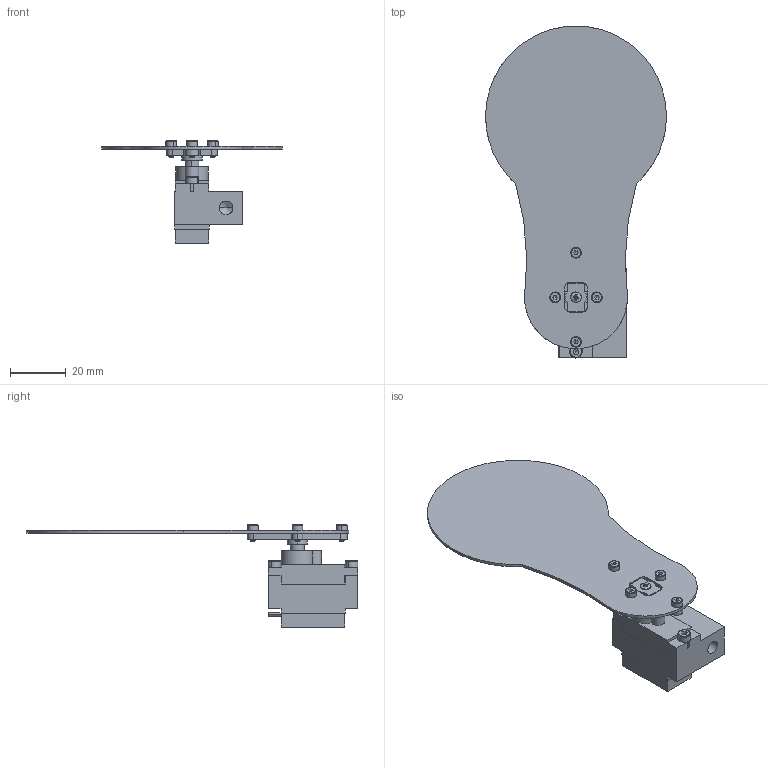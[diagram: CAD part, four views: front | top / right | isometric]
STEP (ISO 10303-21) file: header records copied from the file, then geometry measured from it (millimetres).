
FILE_DESCRIPTION(/* description */ (''),/* implementation_level */ '2;1');
FILE_NAME(/* name */ '03_MSM',/* time_stamp */ '2025-10-13T12:11:09+03:00',/* author */ (''),/* organization */ (''),/* preprocessor_version */ 'ST-DEVELOPER v16.5',/* originating_system */ 'Rhino 7.34',/* authorisation */ '');
FILE_SCHEMA (('AUTOMOTIVE_DESIGN'));
Length unit declared in the file: millimetre
Products named in the file (1): Document
Bounding box: 64.99 x 119.3 x 36.8 mm (x, y, z)
Volume: 18555.2 mm3; surface area: 16002.6 mm2
Topology: 1 solids, 1 shells, 288 faces, 811 edges, 532 vertices
Faces by surface type: plane 151, cylinder 80, bspline 57
Entity records: 10392 total; most frequent: CARTESIAN_POINT 5395, ORIENTED_EDGE 1594, EDGE_CURVE 797, VERTEX_POINT 532, B_SPLINE_CURVE_WITH_KNOTS 422, EDGE_LOOP 323, ADVANCED_FACE 288, FACE_OUTER_BOUND 288
